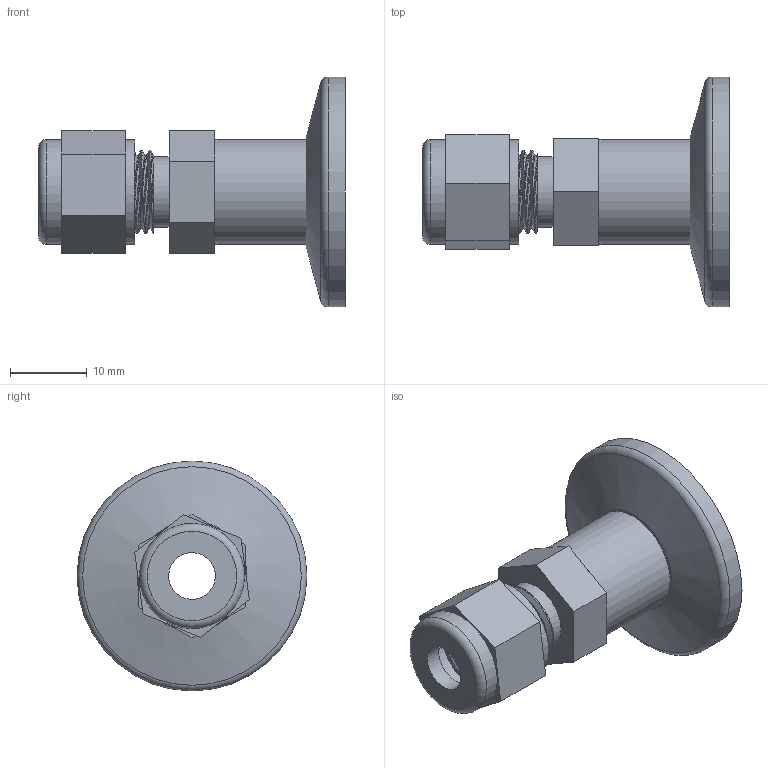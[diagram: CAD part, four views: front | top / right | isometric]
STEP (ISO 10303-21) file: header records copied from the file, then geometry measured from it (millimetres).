
FILE_DESCRIPTION (( 'STEP AP214' ), '1' );
FILE_NAME ('1KF16DB6FULLVAC.STEP', '2025-06-26T14:52:32', ( '' ), ( '' ), 'SwSTEP 2.0', 'SolidWorks 2017', '' );
FILE_SCHEMA (( 'AUTOMOTIVE_DESIGN' ));
Length unit declared in the file: millimetre
Products named in the file (1): 1KF16DB6FULLVAC
Bounding box: 40 x 30 x 30 mm (x, y, z)
Surface area: 4911.1 mm2 (no closed solid volume)
Topology: 0 solids, 3 shells, 52 faces, 115 edges, 76 vertices
Faces by surface type: plane 25, cylinder 11, bspline 10, torus 3, cone 3
Full cylindrical faces by diameter (mm): 6.1 x1, 7.77 x1, 9.24 x1, 11 x1, 11.6 x1, 13.7 x4, 17.2 x1, 30 x1
Entity records: 7156 total; most frequent: CARTESIAN_POINT 5610, ORIENTED_EDGE 178, DIRECTION 174, EDGE_CURVE 93, EDGE_LOOP 80, VERTEX_POINT 71, AXIS2_PLACEMENT_3D 69, FACE_OUTER_BOUND 65
